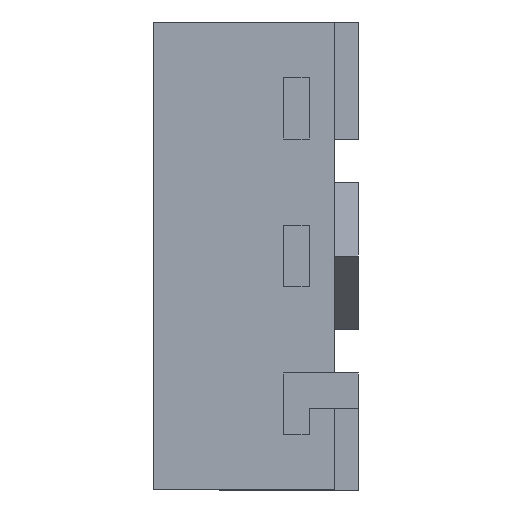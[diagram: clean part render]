
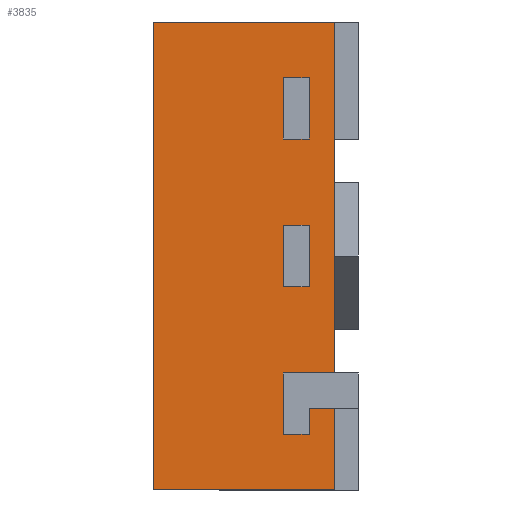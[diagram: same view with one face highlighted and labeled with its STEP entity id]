
A CAD part, left-side view. The second image highlights one B-rep face of the part: STEP entity #3835.
In plain terms, the highlighted planar face has unit normal (-1, 0, 0).
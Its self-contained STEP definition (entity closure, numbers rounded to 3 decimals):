
#5 = VECTOR ( 'NONE', #442, 1000. ) ;
#46 = VECTOR ( 'NONE', #3637, 1000. ) ;
#54 = CARTESIAN_POINT ( 'NONE',  ( -0.5, 0.04, -0.4 ) ) ;
#65 = EDGE_LOOP ( 'NONE', ( #4389, #3899, #2225, #3289 ) ) ;
#73 = VECTOR ( 'NONE', #616, 1000. ) ;
#81 = VERTEX_POINT ( 'NONE', #540 ) ;
#108 = CARTESIAN_POINT ( 'NONE',  ( -0.5, 0.084, 0.052 ) ) ;
#139 = VERTEX_POINT ( 'NONE', #3855 ) ;
#201 = CARTESIAN_POINT ( 'NONE',  ( -0.5, 0.128, -0.2 ) ) ;
#262 = EDGE_CURVE ( 'NONE', #4062, #3174, #2706, .T. ) ;
#272 = DIRECTION ( 'NONE',  ( 0., 0., -1. ) ) ;
#302 = ORIENTED_EDGE ( 'NONE', *, *, #4589, .T. ) ;
#327 = CARTESIAN_POINT ( 'NONE',  ( -0.5, 0.128, 0.052 ) ) ;
#330 = LINE ( 'NONE', #1723, #4145 ) ;
#382 = EDGE_CURVE ( 'NONE', #4039, #4529, #3890, .T. ) ;
#383 = CARTESIAN_POINT ( 'NONE',  ( -0.5, 0.084, 0.2 ) ) ;
#424 = DIRECTION ( 'NONE',  ( 0., 0., -1. ) ) ;
#442 = DIRECTION ( 'NONE',  ( 0., -1., 0. ) ) ;
#492 = DIRECTION ( 'NONE',  ( 0., 0., -1. ) ) ;
#493 = ORIENTED_EDGE ( 'NONE', *, *, #2036, .T. ) ;
#502 = CARTESIAN_POINT ( 'NONE',  ( -0.5, 0.35, 0.4 ) ) ;
#537 = DIRECTION ( 'NONE',  ( -1., 0., 0. ) ) ;
#540 = CARTESIAN_POINT ( 'NONE',  ( -0.5, 0.04, -0.2 ) ) ;
#585 = ORIENTED_EDGE ( 'NONE', *, *, #382, .T. ) ;
#616 = DIRECTION ( 'NONE',  ( 0., 0., 1. ) ) ;
#764 = LINE ( 'NONE', #3765, #5 ) ;
#786 = AXIS2_PLACEMENT_3D ( 'NONE', #2786, #537, #3144 ) ;
#865 = EDGE_CURVE ( 'NONE', #2394, #3198, #3766, .T. ) ;
#927 = FACE_BOUND ( 'NONE', #65, .T. ) ;
#932 = EDGE_CURVE ( 'NONE', #3727, #2302, #3554, .T. ) ;
#935 = LINE ( 'NONE', #3177, #4765 ) ;
#968 = EDGE_CURVE ( 'NONE', #2031, #2394, #3429, .T. ) ;
#1033 = CARTESIAN_POINT ( 'NONE',  ( -0.5, 0.128, -0.052 ) ) ;
#1074 = DIRECTION ( 'NONE',  ( 0., -1., 0. ) ) ;
#1102 = LINE ( 'NONE', #1033, #1280 ) ;
#1107 = EDGE_CURVE ( 'NONE', #3496, #4404, #764, .T. ) ;
#1151 = CARTESIAN_POINT ( 'NONE',  ( -0.5, 0.35, -0.4 ) ) ;
#1280 = VECTOR ( 'NONE', #3985, 1000. ) ;
#1303 = ORIENTED_EDGE ( 'NONE', *, *, #3286, .T. ) ;
#1320 = EDGE_CURVE ( 'NONE', #2283, #3205, #1102, .T. ) ;
#1368 = DIRECTION ( 'NONE',  ( 0., 1., 0. ) ) ;
#1526 = VERTEX_POINT ( 'NONE', #383 ) ;
#1533 = CARTESIAN_POINT ( 'NONE',  ( -0.5, 0.04, -0.26 ) ) ;
#1607 = ORIENTED_EDGE ( 'NONE', *, *, #2024, .T. ) ;
#1676 = LINE ( 'NONE', #201, #3910 ) ;
#1691 = CARTESIAN_POINT ( 'NONE',  ( -0.5, 0.35, 0.4 ) ) ;
#1697 = CARTESIAN_POINT ( 'NONE',  ( -0.5, -1.281, -0.4 ) ) ;
#1710 = EDGE_CURVE ( 'NONE', #3198, #4529, #4533, .T. ) ;
#1711 = VECTOR ( 'NONE', #1074, 1000. ) ;
#1721 = ORIENTED_EDGE ( 'NONE', *, *, #3721, .F. ) ;
#1723 = CARTESIAN_POINT ( 'NONE',  ( -0.5, 0.128, 0.2 ) ) ;
#1738 = CARTESIAN_POINT ( 'NONE',  ( -0.5, 0.084, -0.053 ) ) ;
#1819 = VECTOR ( 'NONE', #272, 1000. ) ;
#1924 = VECTOR ( 'NONE', #424, 1000. ) ;
#1932 = ORIENTED_EDGE ( 'NONE', *, *, #3919, .F. ) ;
#1941 = VECTOR ( 'NONE', #4277, 1000. ) ;
#1987 = LINE ( 'NONE', #108, #3142 ) ;
#1996 = CARTESIAN_POINT ( 'NONE',  ( -0.5, 0.04, 0.4 ) ) ;
#2024 = EDGE_CURVE ( 'NONE', #1526, #3661, #4089, .T. ) ;
#2031 = VERTEX_POINT ( 'NONE', #1533 ) ;
#2036 = EDGE_CURVE ( 'NONE', #4404, #1526, #3642, .T. ) ;
#2134 = DIRECTION ( 'NONE',  ( 0., -1., 0. ) ) ;
#2225 = ORIENTED_EDGE ( 'NONE', *, *, #1320, .T. ) ;
#2238 = LINE ( 'NONE', #3549, #73 ) ;
#2273 = EDGE_CURVE ( 'NONE', #139, #3727, #2675, .T. ) ;
#2279 = DIRECTION ( 'NONE',  ( 0., 1., 0. ) ) ;
#2283 = VERTEX_POINT ( 'NONE', #1738 ) ;
#2302 = VERTEX_POINT ( 'NONE', #2910 ) ;
#2314 = CARTESIAN_POINT ( 'NONE',  ( -0.5, 0.084, 0.052 ) ) ;
#2329 = LINE ( 'NONE', #4400, #46 ) ;
#2373 = ORIENTED_EDGE ( 'NONE', *, *, #932, .T. ) ;
#2394 = VERTEX_POINT ( 'NONE', #54 ) ;
#2413 = PLANE ( 'NONE',  #786 ) ;
#2417 = ORIENTED_EDGE ( 'NONE', *, *, #1710, .F. ) ;
#2442 = CARTESIAN_POINT ( 'NONE',  ( -0.5, 0.084, -0.305 ) ) ;
#2462 = CARTESIAN_POINT ( 'NONE',  ( -0.5, 0.128, -0.052 ) ) ;
#2483 = DIRECTION ( 'NONE',  ( 0., 0., 1. ) ) ;
#2494 = ORIENTED_EDGE ( 'NONE', *, *, #1107, .T. ) ;
#2519 = ORIENTED_EDGE ( 'NONE', *, *, #865, .F. ) ;
#2675 = LINE ( 'NONE', #4748, #3807 ) ;
#2706 = LINE ( 'NONE', #327, #1711 ) ;
#2720 = EDGE_CURVE ( 'NONE', #4385, #81, #1676, .T. ) ;
#2735 = CARTESIAN_POINT ( 'NONE',  ( -0.5, 0.128, 0.2 ) ) ;
#2751 = FACE_BOUND ( 'NONE', #3322, .T. ) ;
#2786 = CARTESIAN_POINT ( 'NONE',  ( -0.5, -1.281, 0.4 ) ) ;
#2801 = VECTOR ( 'NONE', #2279, 1000. ) ;
#2890 = DIRECTION ( 'NONE',  ( 0., 0., -1. ) ) ;
#2910 = CARTESIAN_POINT ( 'NONE',  ( -0.5, 0.128, -0.305 ) ) ;
#2953 = CARTESIAN_POINT ( 'NONE',  ( -0.5, 0.128, -0.2 ) ) ;
#2976 = VECTOR ( 'NONE', #3137, 1000. ) ;
#2978 = ORIENTED_EDGE ( 'NONE', *, *, #968, .F. ) ;
#3137 = DIRECTION ( 'NONE',  ( 0., 0., 1. ) ) ;
#3142 = VECTOR ( 'NONE', #492, 1000. ) ;
#3144 = DIRECTION ( 'NONE',  ( 0., 0., 1. ) ) ;
#3153 = ORIENTED_EDGE ( 'NONE', *, *, #2273, .T. ) ;
#3174 = VERTEX_POINT ( 'NONE', #2314 ) ;
#3177 = CARTESIAN_POINT ( 'NONE',  ( -0.5, 0.128, -0.26 ) ) ;
#3198 = VERTEX_POINT ( 'NONE', #1151 ) ;
#3205 = VERTEX_POINT ( 'NONE', #2462 ) ;
#3278 = EDGE_LOOP ( 'NONE', ( #2373, #1303, #4403, #1932, #585, #2417, #2519, #2978, #1721, #3153 ) ) ;
#3286 = EDGE_CURVE ( 'NONE', #2302, #4385, #2238, .T. ) ;
#3289 = ORIENTED_EDGE ( 'NONE', *, *, #4342, .T. ) ;
#3322 = EDGE_LOOP ( 'NONE', ( #302, #2494, #493, #1607 ) ) ;
#3334 = CARTESIAN_POINT ( 'NONE',  ( -0.5, 0.128, 0.2 ) ) ;
#3338 = CARTESIAN_POINT ( 'NONE',  ( -0.5, 0.04, 0.4 ) ) ;
#3429 = LINE ( 'NONE', #3338, #1819 ) ;
#3496 = VERTEX_POINT ( 'NONE', #4022 ) ;
#3549 = CARTESIAN_POINT ( 'NONE',  ( -0.5, 0.128, -0.26 ) ) ;
#3554 = LINE ( 'NONE', #4744, #4774 ) ;
#3637 = DIRECTION ( 'NONE',  ( 0., 0., 1. ) ) ;
#3642 = LINE ( 'NONE', #4380, #1924 ) ;
#3661 = VERTEX_POINT ( 'NONE', #2735 ) ;
#3663 = VECTOR ( 'NONE', #4081, 1000. ) ;
#3721 = EDGE_CURVE ( 'NONE', #139, #2031, #935, .T. ) ;
#3727 = VERTEX_POINT ( 'NONE', #2442 ) ;
#3765 = CARTESIAN_POINT ( 'NONE',  ( -0.5, 0.128, 0.305 ) ) ;
#3766 = LINE ( 'NONE', #1697, #1941 ) ;
#3807 = VECTOR ( 'NONE', #4766, 1000. ) ;
#3835 = ADVANCED_FACE ( 'NONE', ( #2751, #927, #4462 ), #2413, .T. ) ;
#3855 = CARTESIAN_POINT ( 'NONE',  ( -0.5, 0.084, -0.26 ) ) ;
#3890 = LINE ( 'NONE', #4132, #3663 ) ;
#3899 = ORIENTED_EDGE ( 'NONE', *, *, #4045, .T. ) ;
#3910 = VECTOR ( 'NONE', #2134, 1000. ) ;
#3919 = EDGE_CURVE ( 'NONE', #4039, #81, #4225, .T. ) ;
#3945 = CARTESIAN_POINT ( 'NONE',  ( -0.5, 0.04, 0.4 ) ) ;
#3985 = DIRECTION ( 'NONE',  ( 0., 1., 0. ) ) ;
#4022 = CARTESIAN_POINT ( 'NONE',  ( -0.5, 0.128, 0.305 ) ) ;
#4039 = VERTEX_POINT ( 'NONE', #1996 ) ;
#4045 = EDGE_CURVE ( 'NONE', #3174, #2283, #1987, .T. ) ;
#4062 = VERTEX_POINT ( 'NONE', #4505 ) ;
#4081 = DIRECTION ( 'NONE',  ( 0., 1., 0. ) ) ;
#4089 = LINE ( 'NONE', #3334, #2801 ) ;
#4132 = CARTESIAN_POINT ( 'NONE',  ( -0.5, -1.281, 0.4 ) ) ;
#4145 = VECTOR ( 'NONE', #2483, 1000. ) ;
#4159 = VECTOR ( 'NONE', #2890, 1000. ) ;
#4193 = DIRECTION ( 'NONE',  ( 0., -1., 0. ) ) ;
#4225 = LINE ( 'NONE', #3945, #4159 ) ;
#4277 = DIRECTION ( 'NONE',  ( 0., 1., 0. ) ) ;
#4342 = EDGE_CURVE ( 'NONE', #3205, #4062, #2329, .T. ) ;
#4380 = CARTESIAN_POINT ( 'NONE',  ( -0.5, 0.084, 0.2 ) ) ;
#4385 = VERTEX_POINT ( 'NONE', #2953 ) ;
#4389 = ORIENTED_EDGE ( 'NONE', *, *, #262, .T. ) ;
#4390 = CARTESIAN_POINT ( 'NONE',  ( -0.5, 0.084, 0.305 ) ) ;
#4400 = CARTESIAN_POINT ( 'NONE',  ( -0.5, 0.128, 0.052 ) ) ;
#4403 = ORIENTED_EDGE ( 'NONE', *, *, #2720, .T. ) ;
#4404 = VERTEX_POINT ( 'NONE', #4390 ) ;
#4462 = FACE_OUTER_BOUND ( 'NONE', #3278, .T. ) ;
#4505 = CARTESIAN_POINT ( 'NONE',  ( -0.5, 0.128, 0.052 ) ) ;
#4529 = VERTEX_POINT ( 'NONE', #502 ) ;
#4533 = LINE ( 'NONE', #1691, #2976 ) ;
#4589 = EDGE_CURVE ( 'NONE', #3661, #3496, #330, .T. ) ;
#4744 = CARTESIAN_POINT ( 'NONE',  ( -0.5, 0.128, -0.305 ) ) ;
#4748 = CARTESIAN_POINT ( 'NONE',  ( -0.5, 0.084, -0.2 ) ) ;
#4765 = VECTOR ( 'NONE', #4193, 1000. ) ;
#4766 = DIRECTION ( 'NONE',  ( 0., 0., -1. ) ) ;
#4774 = VECTOR ( 'NONE', #1368, 1000. ) ;
